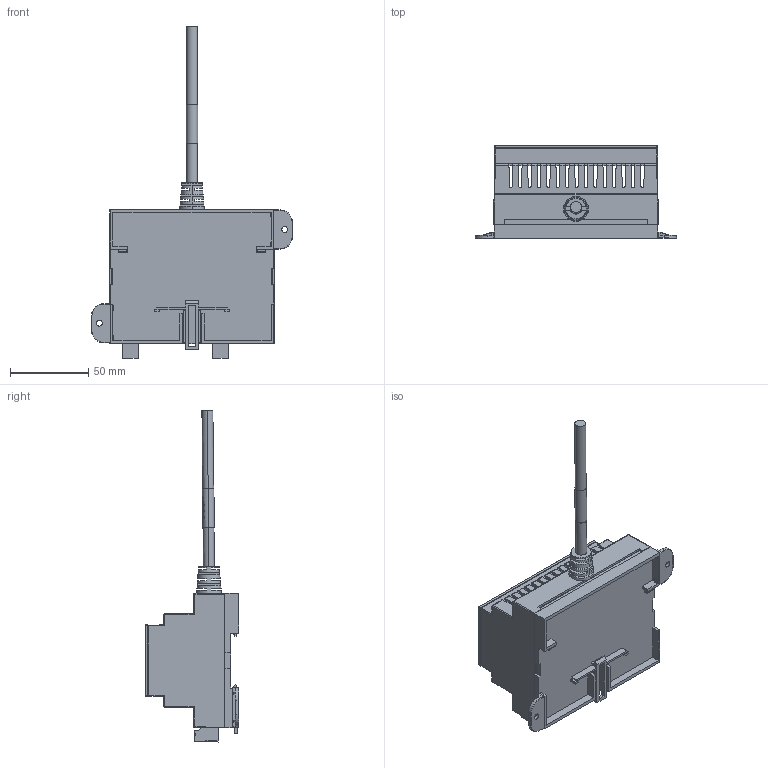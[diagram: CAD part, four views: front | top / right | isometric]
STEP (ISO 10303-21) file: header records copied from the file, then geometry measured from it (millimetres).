
FILE_DESCRIPTION (( 'STEP AP214' ), '1' );
FILE_NAME ('RCT1A - ASSY.STEP', '2023-11-07T18:36:54', ( '' ), ( '' ), 'SwSTEP 2.0', 'SolidWorks 2021', '' );
FILE_SCHEMA (( 'AUTOMOTIVE_DESIGN' ));
Length unit declared in the file: millimetre
Products named in the file (11): RCT1A - ASSY; RCT1A - COVER; TERMINAL 2 WAY; RCT  - DIN RAIL CLIP; RCT - PERSPEX COVER; RCT - FOOT; ID LABEL; OUTPUT LABEL - RCT1A; CABLE BUNG; CABLE - 5301; RCT - BASE
Assembly tree (12 placements, depth 2):
  RCT1A - ASSY
    RCT - BASE
    RCT1A - COVER
    RCT  - DIN RAIL CLIP
    RCT - PERSPEX COVER
    RCT - FOOT  x2
    OUTPUT LABEL - RCT1A
    ID LABEL
    CABLE BUNG
    CABLE - 5301
    TERMINAL 2 WAY  x2
Bounding box: 128.35 x 59.4 x 211.9 mm (x, y, z)
Volume: 91349.8 mm3; surface area: 107203.5 mm2
Topology: 14 solids, 14 shells, 1766 faces, 4912 edges, 3225 vertices
Faces by surface type: plane 905, bspline 611, cylinder 230, sphere 14, torus 4, cone 2
Entity records: 87706 total; most frequent: CARTESIAN_POINT 47601, ORIENTED_EDGE 9388, DIRECTION 5676, EDGE_CURVE 4694, VERTEX_POINT 3097, VECTOR 3032, LINE 3032, EDGE_LOOP 1809
